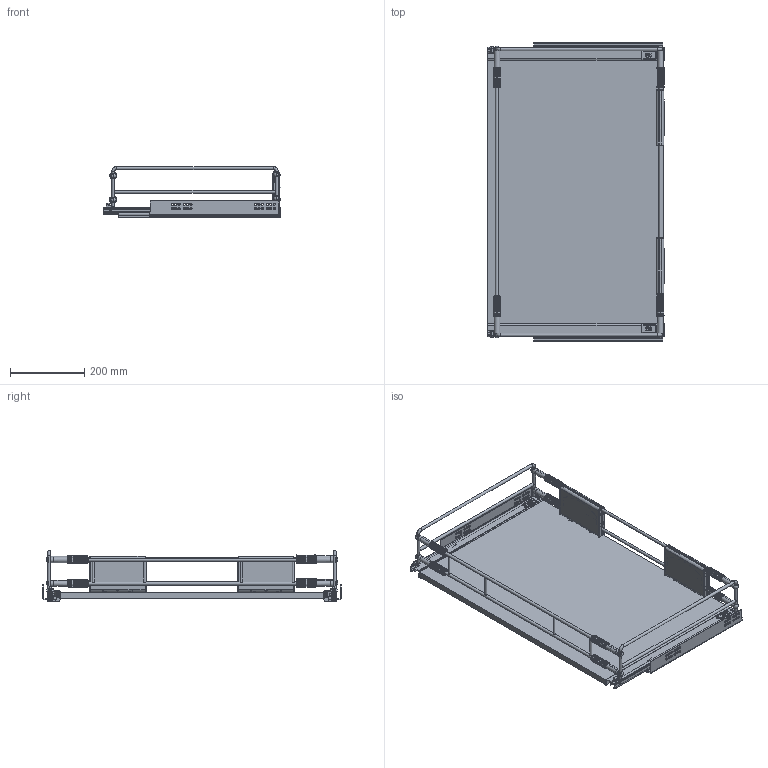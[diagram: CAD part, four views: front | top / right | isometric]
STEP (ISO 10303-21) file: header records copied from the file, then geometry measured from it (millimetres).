
FILE_DESCRIPTION((''),'2;1');
FILE_NAME('42022014 CESTA 800-900.stp','2019-07-11T07:57:47',('Fernando'),(''),'Autodesk Inventor 2010','Autodesk Inventor 2010','');
FILE_SCHEMA(('AUTOMOTIVE_DESIGN { 1 0 10303 214 1 1 1 1 }'));
Length unit declared in the file: millimetre
Products named in the file (29): 42022014 CESTA 800-900; LATERAL cesta; PLETINA DCHA ZAPATERO; TABLA 800; PLETINA DCHA ZAPATERO_SIM; FRONTAL HOGAR 800; A TIRADOR FRONTAL HOGAR mod 6; TRASERA mod 6; tapon trasero; LOGO 30x30; click fijacion 30x30; S0035308 hulstalogo 30x30; click derecho G; click derecho G_SIM; CC00105 CJTO PISTON 2010; S0062707 PISTON; S0062808 ARANDELA 2010; S0103514 CAUCHO; QUADRO V6.470 EB12.5 SS2 IZQDA; MEDIO V6.470 EB 12.5 SS2 IZQDA; CENTRO V6.470 IZQDA; piston IZQDA; FUNDA V6.470 IZQDA; QUADRO V6.470 EB12.5 SS2 DCHA; MEDIO V6.470 EB 12.5 SS2 DCHA; CENTRO V6; piston DERECHA; FUNDA V6.470 DCHA
Assembly tree (41 placements, depth 3):
  42022014 CESTA 800-900
    LATERAL cesta  x2
    PLETINA DCHA ZAPATERO
    TABLA 800
    PLETINA DCHA ZAPATERO_SIM
    FRONTAL HOGAR 800  x2
    A TIRADOR FRONTAL HOGAR mod 6  x2
    TRASERA mod 6  x2
    tapon trasero  x2
    LOGO 30x30  x2
      click fijacion 30x30
      LOGO 30x30
      S0035308 hulstalogo 30x30
    click derecho G
    click derecho G_SIM
    CC00105 CJTO PISTON 2010  x8
      S0062707 PISTON
      S0062808 ARANDELA 2010
      S0103514 CAUCHO
    QUADRO V6.470 EB12.5 SS2 IZQDA
      MEDIO V6.470 EB 12.5 SS2 IZQDA
      CENTRO V6.470 IZQDA
      piston IZQDA
      FUNDA V6.470 IZQDA
    QUADRO V6.470 EB12.5 SS2 DCHA
      MEDIO V6.470 EB 12.5 SS2 DCHA
      CENTRO V6
      piston DERECHA
      FUNDA V6.470 DCHA
Bounding box: 476.81 x 802 x 137 mm (x, y, z)
Volume: 6241652.4 mm3; surface area: 1616223.4 mm2
Topology: 64 solids, 66 shells, 5535 faces, 13878 edges, 8295 vertices
Faces by surface type: plane 2483, cylinder 2152, sphere 410, bspline 234, torus 170, cone 86
Full cylindrical faces by diameter (mm): 0.8 x8, 1.8 x8, 2 x4, 3.8 x8, 4 x4, 4.2 x8, 5 x10, 5.4 x8, 6 x48, 8 x12, 9 x16, 15 x16, 15.2 x16, 16 x8, 18.2 x8, 18.201 x8
Entity records: 71461 total; most frequent: CARTESIAN_POINT 15885, DIRECTION 11247, ORIENTED_EDGE 10996, EDGE_CURVE 5498, AXIS2_PLACEMENT_3D 3855, VERTEX_POINT 3538, VECTOR 3537, LINE 3537
